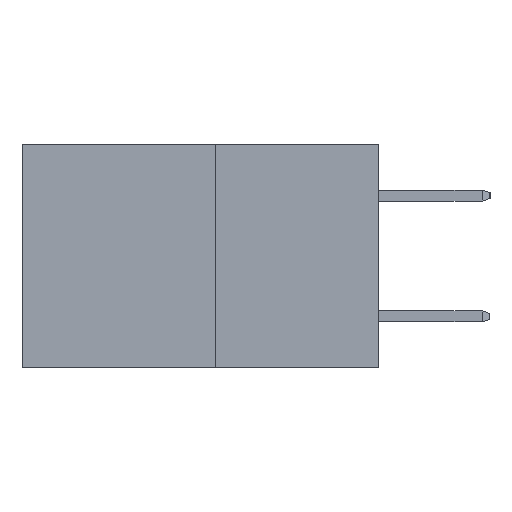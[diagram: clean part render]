
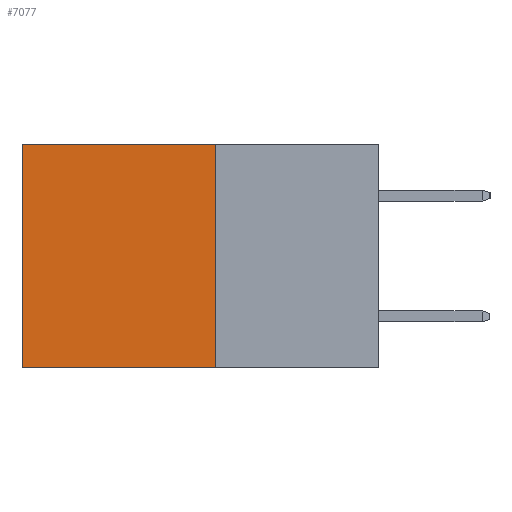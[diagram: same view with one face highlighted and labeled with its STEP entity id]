
A CAD part, left-side view. The second image highlights one B-rep face of the part: STEP entity #7077.
In plain terms, the highlighted planar face has unit normal (-1, 0, 0).
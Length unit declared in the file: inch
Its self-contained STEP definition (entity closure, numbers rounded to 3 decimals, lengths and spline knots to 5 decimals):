
#470 = EDGE_CURVE ( 'NONE', #680, #7471, #6068, .T. ) ;
#680 = VERTEX_POINT ( 'NONE', #9212 ) ;
#1148 = LINE ( 'NONE', #7086, #8332 ) ;
#1355 = VECTOR ( 'NONE', #4407, 39.37008 ) ;
#1728 = VERTEX_POINT ( 'NONE', #2145 ) ;
#2145 = CARTESIAN_POINT ( 'NONE',  ( 0.277, 0.59, -0.37 ) ) ;
#2216 = VECTOR ( 'NONE', #3880, 39.37008 ) ;
#2600 = VERTEX_POINT ( 'NONE', #7278 ) ;
#2618 = EDGE_CURVE ( 'NONE', #7471, #1728, #1148, .T. ) ;
#2899 = AXIS2_PLACEMENT_3D ( 'NONE', #4392, #9305, #5158 ) ;
#3378 = ORIENTED_EDGE ( 'NONE', *, *, #470, .T. ) ;
#3623 = PLANE ( 'NONE',  #2899 ) ;
#3632 = CARTESIAN_POINT ( 'NONE',  ( 0.277, 0.27, -0.37 ) ) ;
#3880 = DIRECTION ( 'NONE',  ( 0., 0., -1. ) ) ;
#4392 = CARTESIAN_POINT ( 'NONE',  ( 0.277, 0.27, -0.37 ) ) ;
#4407 = DIRECTION ( 'NONE',  ( 0., 1., 0. ) ) ;
#5158 = DIRECTION ( 'NONE',  ( 0., 0., -1. ) ) ;
#5287 = EDGE_LOOP ( 'NONE', ( #7974, #6423, #9384, #3378 ) ) ;
#5494 = FACE_OUTER_BOUND ( 'NONE', #5287, .T. ) ;
#5622 = LINE ( 'NONE', #3632, #1355 ) ;
#6068 = LINE ( 'NONE', #7402, #8163 ) ;
#6107 = CARTESIAN_POINT ( 'NONE',  ( 0.277, 0.27, -0.37 ) ) ;
#6203 = LINE ( 'NONE', #6107, #2216 ) ;
#6262 = EDGE_CURVE ( 'NONE', #680, #2600, #6203, .T. ) ;
#6423 = ORIENTED_EDGE ( 'NONE', *, *, #6538, .F. ) ;
#6538 = EDGE_CURVE ( 'NONE', #2600, #1728, #5622, .T. ) ;
#7077 = ADVANCED_FACE ( 'NONE', ( #5494 ), #3623, .F. ) ;
#7086 = CARTESIAN_POINT ( 'NONE',  ( 0.277, 0.59, -0.37 ) ) ;
#7152 = DIRECTION ( 'NONE',  ( 0., 0., -1. ) ) ;
#7278 = CARTESIAN_POINT ( 'NONE',  ( 0.277, 0.27, -0.37 ) ) ;
#7402 = CARTESIAN_POINT ( 'NONE',  ( 0.277, 0.27, 0. ) ) ;
#7471 = VERTEX_POINT ( 'NONE', #8531 ) ;
#7974 = ORIENTED_EDGE ( 'NONE', *, *, #2618, .T. ) ;
#8163 = VECTOR ( 'NONE', #8877, 39.37008 ) ;
#8332 = VECTOR ( 'NONE', #7152, 39.37008 ) ;
#8531 = CARTESIAN_POINT ( 'NONE',  ( 0.277, 0.59, 0. ) ) ;
#8877 = DIRECTION ( 'NONE',  ( 0., 1., 0. ) ) ;
#9212 = CARTESIAN_POINT ( 'NONE',  ( 0.277, 0.27, 0. ) ) ;
#9305 = DIRECTION ( 'NONE',  ( 1., 0., 0. ) ) ;
#9384 = ORIENTED_EDGE ( 'NONE', *, *, #6262, .F. ) ;
